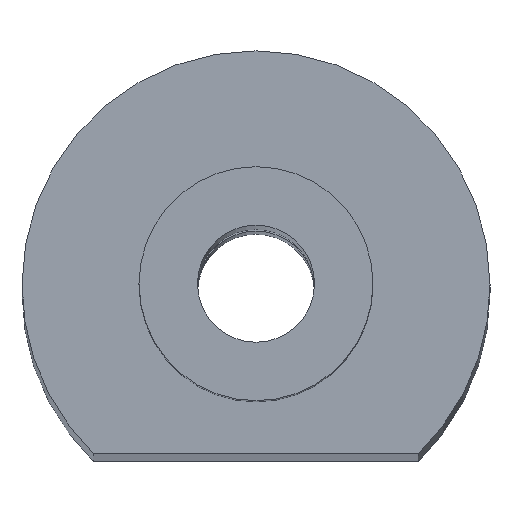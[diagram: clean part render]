
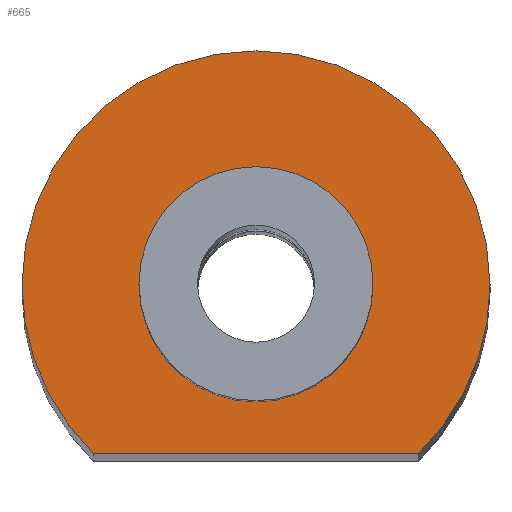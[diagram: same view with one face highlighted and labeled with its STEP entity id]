
A CAD part, top view. The second image highlights one B-rep face of the part: STEP entity #665.
In plain terms, the highlighted planar face has unit normal (0, 0, 1).
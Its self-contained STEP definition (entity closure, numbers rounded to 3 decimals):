
#32 = CARTESIAN_POINT ( 'NONE',  ( -3.6, 0., 35. ) ) ;
#48 = DIRECTION ( 'NONE',  ( 0., 0., 1. ) ) ;
#51 = EDGE_CURVE ( 'NONE', #203, #298, #129, .T. ) ;
#79 = ORIENTED_EDGE ( 'NONE', *, *, #352, .T. ) ;
#92 = AXIS2_PLACEMENT_3D ( 'NONE', #793, #457, #453 ) ;
#100 = AXIS2_PLACEMENT_3D ( 'NONE', #422, #694, #131 ) ;
#122 = CARTESIAN_POINT ( 'NONE',  ( 0., 0., 35. ) ) ;
#127 = ORIENTED_EDGE ( 'NONE', *, *, #712, .F. ) ;
#129 = CIRCLE ( 'NONE', #891, 3.6 ) ;
#131 = DIRECTION ( 'NONE',  ( 1., 0., 0. ) ) ;
#136 = CARTESIAN_POINT ( 'NONE',  ( 1.8, 0., 35. ) ) ;
#144 = CARTESIAN_POINT ( 'NONE',  ( -1.8, 0., 35. ) ) ;
#160 = LINE ( 'NONE', #511, #373 ) ;
#203 = VERTEX_POINT ( 'NONE', #623 ) ;
#227 = ORIENTED_EDGE ( 'NONE', *, *, #291, .T. ) ;
#233 = VERTEX_POINT ( 'NONE', #136 ) ;
#248 = ORIENTED_EDGE ( 'NONE', *, *, #467, .F. ) ;
#261 = CARTESIAN_POINT ( 'NONE',  ( 0., 0., 35. ) ) ;
#291 = EDGE_CURVE ( 'NONE', #618, #525, #390, .T. ) ;
#298 = VERTEX_POINT ( 'NONE', #702 ) ;
#329 = DIRECTION ( 'NONE',  ( 1., 0., 0. ) ) ;
#344 = DIRECTION ( 'NONE',  ( 1., 0., 0. ) ) ;
#349 = CARTESIAN_POINT ( 'NONE',  ( 0., 0., 35. ) ) ;
#352 = EDGE_CURVE ( 'NONE', #298, #618, #438, .T. ) ;
#355 = CIRCLE ( 'NONE', #92, 1.8 ) ;
#360 = AXIS2_PLACEMENT_3D ( 'NONE', #261, #672, #329 ) ;
#373 = VECTOR ( 'NONE', #787, 1000. ) ;
#374 = CARTESIAN_POINT ( 'NONE',  ( 0., 0., 35. ) ) ;
#381 = CARTESIAN_POINT ( 'NONE',  ( -2.5, -2.59, 35. ) ) ;
#390 = CIRCLE ( 'NONE', #894, 3.6 ) ;
#422 = CARTESIAN_POINT ( 'NONE',  ( 0., 0., 35. ) ) ;
#429 = CIRCLE ( 'NONE', #535, 1.8 ) ;
#436 = VERTEX_POINT ( 'NONE', #144 ) ;
#438 = CIRCLE ( 'NONE', #360, 3.6 ) ;
#453 = DIRECTION ( 'NONE',  ( 1., 0., 0. ) ) ;
#457 = DIRECTION ( 'NONE',  ( 0., 0., 1. ) ) ;
#467 = EDGE_CURVE ( 'NONE', #203, #525, #160, .T. ) ;
#475 = EDGE_LOOP ( 'NONE', ( #622, #127 ) ) ;
#487 = FACE_BOUND ( 'NONE', #475, .T. ) ;
#511 = CARTESIAN_POINT ( 'NONE',  ( 0., -2.59, 35. ) ) ;
#525 = VERTEX_POINT ( 'NONE', #381 ) ;
#535 = AXIS2_PLACEMENT_3D ( 'NONE', #349, #901, #830 ) ;
#572 = DIRECTION ( 'NONE',  ( 0., 0., 1. ) ) ;
#618 = VERTEX_POINT ( 'NONE', #32 ) ;
#622 = ORIENTED_EDGE ( 'NONE', *, *, #795, .F. ) ;
#623 = CARTESIAN_POINT ( 'NONE',  ( 2.5, -2.59, 35. ) ) ;
#665 = ADVANCED_FACE ( 'NONE', ( #824, #487 ), #762, .T. ) ;
#672 = DIRECTION ( 'NONE',  ( 0., 0., 1. ) ) ;
#694 = DIRECTION ( 'NONE',  ( 0., 0., 1. ) ) ;
#701 = EDGE_LOOP ( 'NONE', ( #248, #717, #79, #227 ) ) ;
#702 = CARTESIAN_POINT ( 'NONE',  ( 3.6, 0., 35. ) ) ;
#712 = EDGE_CURVE ( 'NONE', #233, #436, #429, .T. ) ;
#717 = ORIENTED_EDGE ( 'NONE', *, *, #51, .T. ) ;
#762 = PLANE ( 'NONE',  #100 ) ;
#787 = DIRECTION ( 'NONE',  ( -1., 0., 0. ) ) ;
#791 = DIRECTION ( 'NONE',  ( 1., 0., 0. ) ) ;
#793 = CARTESIAN_POINT ( 'NONE',  ( 0., 0., 35. ) ) ;
#795 = EDGE_CURVE ( 'NONE', #436, #233, #355, .T. ) ;
#824 = FACE_OUTER_BOUND ( 'NONE', #701, .T. ) ;
#830 = DIRECTION ( 'NONE',  ( 1., 0., 0. ) ) ;
#891 = AXIS2_PLACEMENT_3D ( 'NONE', #374, #572, #791 ) ;
#894 = AXIS2_PLACEMENT_3D ( 'NONE', #122, #48, #344 ) ;
#901 = DIRECTION ( 'NONE',  ( 0., 0., 1. ) ) ;
